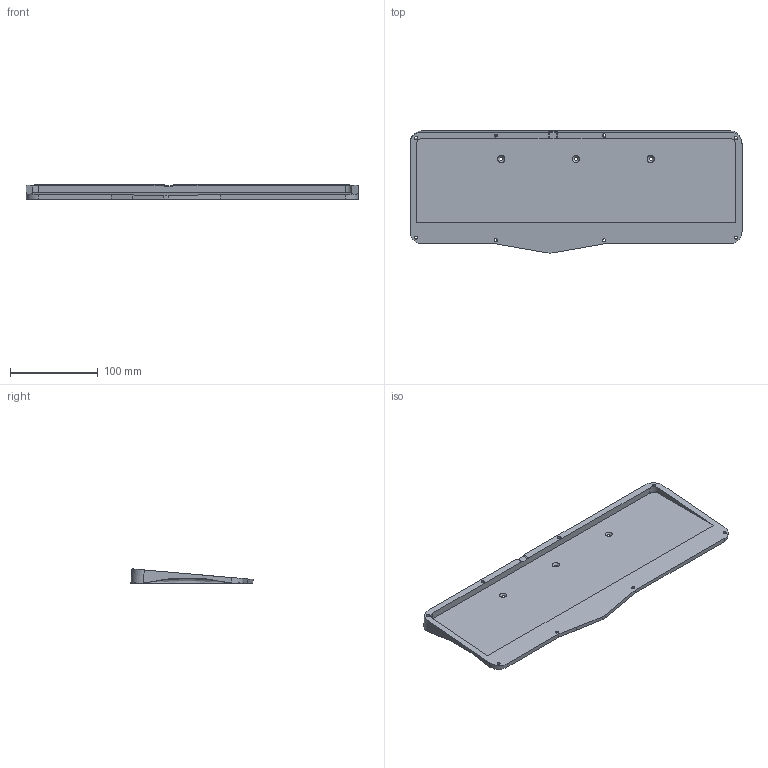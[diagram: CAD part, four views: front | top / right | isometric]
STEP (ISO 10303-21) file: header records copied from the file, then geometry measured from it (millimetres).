
FILE_DESCRIPTION(/* description */ (''),/* implementation_level */ '2;1');
FILE_NAME(/* name */ 'bottom.step',/* time_stamp */ '2020-05-07T13:45:00-07:00',/* author */ (''),/* organization */ (''),/* preprocessor_version */ 'ST-DEVELOPER v18.1',/* originating_system */ 'Autodesk Translation Framework v9.2.0.1227',/* authorisation */ '');
FILE_SCHEMA (('AUTOMOTIVE_DESIGN { 1 0 10303 214 3 1 1 }'));
Length unit declared in the file: millimetre
Products named in the file (1): bottom
Bounding box: 378.99 x 139.62 x 16.25 mm (x, y, z)
Volume: 306430.9 mm3; surface area: 117141.3 mm2
Topology: 1 solids, 1 shells, 76 faces, 192 edges, 127 vertices
Faces by surface type: cylinder 36, plane 33, cone 5, bspline 2
Full cylindrical faces by diameter (mm): 3.5 x7, 4 x4, 5.6 x8, 8 x4
Entity records: 2397 total; most frequent: DIRECTION 431, CARTESIAN_POINT 412, ORIENTED_EDGE 376, EDGE_CURVE 188, AXIS2_PLACEMENT_3D 170, VERTEX_POINT 127, EDGE_LOOP 111, LINE 91
